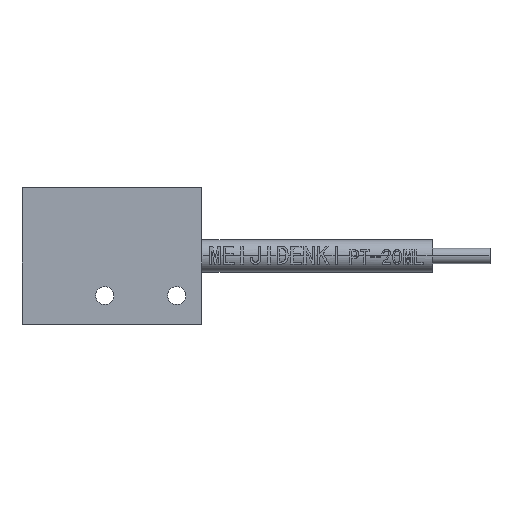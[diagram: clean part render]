
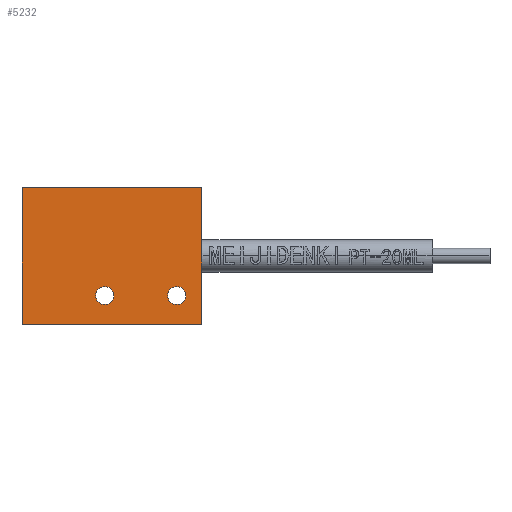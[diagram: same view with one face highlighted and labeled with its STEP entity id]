
A CAD part, top view. The second image highlights one B-rep face of the part: STEP entity #5232.
In plain terms, the highlighted planar face has unit normal (0, 0, 1).
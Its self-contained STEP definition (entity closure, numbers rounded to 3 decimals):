
#579=DIRECTION('',(0.,-1.,0.));
#580=VECTOR('',#579,19.);
#581=CARTESIAN_POINT('',(12.5,9.5,3.));
#582=LINE('',#581,#580);
#645=DIRECTION('',(1.,0.,0.));
#646=VECTOR('',#645,25.);
#647=CARTESIAN_POINT('',(-12.5,9.5,3.));
#648=LINE('',#647,#646);
#677=DIRECTION('',(0.,1.,0.));
#678=VECTOR('',#677,19.);
#679=CARTESIAN_POINT('',(-12.5,-9.5,3.));
#680=LINE('',#679,#678);
#689=CARTESIAN_POINT('',(-1.,-5.5,3.));
#690=DIRECTION('',(0.,0.,1.));
#691=DIRECTION('',(1.,0.,0.));
#692=AXIS2_PLACEMENT_3D('',#689,#690,#691);
#694=CARTESIAN_POINT('',(-1.,-5.5,3.));
#695=DIRECTION('',(0.,0.,1.));
#696=DIRECTION('',(-1.,0.,0.));
#697=AXIS2_PLACEMENT_3D('',#694,#695,#696);
#699=CARTESIAN_POINT('',(9.,-5.5,3.));
#700=DIRECTION('',(0.,0.,1.));
#701=DIRECTION('',(1.,0.,0.));
#702=AXIS2_PLACEMENT_3D('',#699,#700,#701);
#704=CARTESIAN_POINT('',(9.,-5.5,3.));
#705=DIRECTION('',(0.,0.,1.));
#706=DIRECTION('',(-1.,0.,0.));
#707=AXIS2_PLACEMENT_3D('',#704,#705,#706);
#713=DIRECTION('',(-1.,0.,0.));
#714=VECTOR('',#713,25.);
#715=CARTESIAN_POINT('',(12.5,-9.5,3.));
#716=LINE('',#715,#714);
#3816=CARTESIAN_POINT('',(12.5,-9.5,3.));
#3817=CARTESIAN_POINT('',(-12.5,-9.5,3.));
#3818=VERTEX_POINT('',#3816);
#3819=VERTEX_POINT('',#3817);
#4081=CARTESIAN_POINT('',(-12.5,9.5,3.));
#4082=VERTEX_POINT('',#4081);
#4547=CARTESIAN_POINT('',(12.5,9.5,3.));
#4548=VERTEX_POINT('',#4547);
#4611=CARTESIAN_POINT('',(0.25,-5.5,3.));
#4612=CARTESIAN_POINT('',(-2.25,-5.5,3.));
#4613=VERTEX_POINT('',#4611);
#4614=VERTEX_POINT('',#4612);
#4615=CARTESIAN_POINT('',(10.25,-5.5,3.));
#4616=CARTESIAN_POINT('',(7.75,-5.5,3.));
#4617=VERTEX_POINT('',#4615);
#4618=VERTEX_POINT('',#4616);
#5208=CARTESIAN_POINT('',(0.,0.,3.));
#5209=DIRECTION('',(0.,0.,-1.));
#5210=DIRECTION('',(-1.,0.,0.));
#5211=AXIS2_PLACEMENT_3D('',#5208,#5209,#5210);
#5212=PLANE('',#5211);
#5213=ORIENTED_EDGE('',*,*,#5097,.T.);
#5215=ORIENTED_EDGE('',*,*,#5214,.T.);
#5216=ORIENTED_EDGE('',*,*,#5200,.T.);
#5217=ORIENTED_EDGE('',*,*,#5148,.T.);
#5218=EDGE_LOOP('',(#5213,#5215,#5216,#5217));
#5219=FACE_OUTER_BOUND('',#5218,.F.);
#5221=ORIENTED_EDGE('',*,*,#5220,.T.);
#5223=ORIENTED_EDGE('',*,*,#5222,.T.);
#5224=EDGE_LOOP('',(#5221,#5223));
#5225=FACE_BOUND('',#5224,.F.);
#5227=ORIENTED_EDGE('',*,*,#5226,.T.);
#5229=ORIENTED_EDGE('',*,*,#5228,.T.);
#5230=EDGE_LOOP('',(#5227,#5229));
#5231=FACE_BOUND('',#5230,.F.);
#693=CIRCLE('',#692,1.25);
#698=CIRCLE('',#697,1.25);
#703=CIRCLE('',#702,1.25);
#708=CIRCLE('',#707,1.25);
#5097=EDGE_CURVE('',#4548,#3818,#582,.T.);
#5148=EDGE_CURVE('',#4082,#4548,#648,.T.);
#5200=EDGE_CURVE('',#3819,#4082,#680,.T.);
#5214=EDGE_CURVE('',#3818,#3819,#716,.T.);
#5220=EDGE_CURVE('',#4613,#4614,#693,.T.);
#5222=EDGE_CURVE('',#4614,#4613,#698,.T.);
#5226=EDGE_CURVE('',#4617,#4618,#703,.T.);
#5228=EDGE_CURVE('',#4618,#4617,#708,.T.);
#5232=ADVANCED_FACE('',(#5219,#5225,#5231),#5212,.F.);
